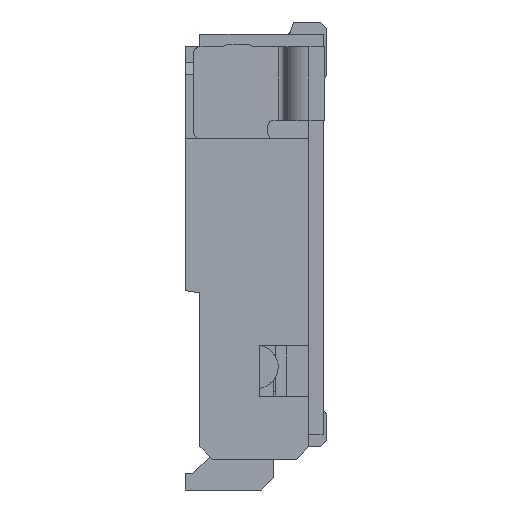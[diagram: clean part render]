
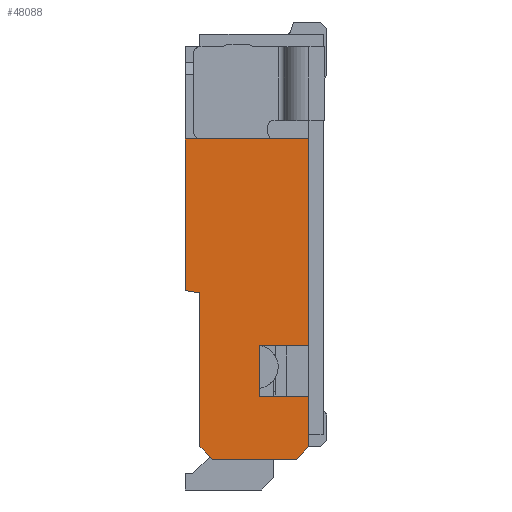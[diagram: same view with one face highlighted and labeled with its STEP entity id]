
A CAD part, left-side view. The second image highlights one B-rep face of the part: STEP entity #48088.
In plain terms, the highlighted planar face has unit normal (-1, 0, 0).
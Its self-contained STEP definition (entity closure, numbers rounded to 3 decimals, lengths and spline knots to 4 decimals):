
#25=DIRECTION('',(0.,-1.,0.));
#26=VECTOR('',#25,0.68);
#27=CARTESIAN_POINT('',(-4.5,0.34,-1.725));
#28=LINE('',#27,#26);
#175=DIRECTION('',(0.,0.,1.));
#176=VECTOR('',#175,1.68);
#177=CARTESIAN_POINT('',(-4.5,-0.44,-0.805));
#178=LINE('',#177,#176);
#199=DIRECTION('',(0.,0.,1.));
#200=VECTOR('',#199,0.41);
#201=CARTESIAN_POINT('',(-4.5,-0.44,-1.625));
#202=LINE('',#201,#200);
#1294=DIRECTION('',(0.,0.,-1.));
#1295=VECTOR('',#1294,0.41);
#1296=CARTESIAN_POINT('',(-4.5,-0.04,-0.805));
#1297=LINE('',#1296,#1295);
#1298=DIRECTION('',(0.,1.,0.));
#1299=VECTOR('',#1298,0.4);
#1300=CARTESIAN_POINT('',(-4.5,-0.44,-1.215));
#1301=LINE('',#1300,#1299);
#1302=DIRECTION('',(0.,-0.707,0.707));
#1303=VECTOR('',#1302,0.1414);
#1304=CARTESIAN_POINT('',(-4.5,-0.34,-1.725));
#1305=LINE('',#1304,#1303);
#1306=DIRECTION('',(0.,-0.707,-0.707));
#1307=VECTOR('',#1306,0.1414);
#1308=CARTESIAN_POINT('',(-4.5,0.44,-1.625));
#1309=LINE('',#1308,#1307);
#1310=DIRECTION('',(0.,0.,1.));
#1311=VECTOR('',#1310,1.25);
#1312=CARTESIAN_POINT('',(-4.5,0.44,-1.625));
#1313=LINE('',#1312,#1311);
#1314=DIRECTION('',(0.,-0.986,-0.164));
#1315=VECTOR('',#1314,0.1217);
#1316=CARTESIAN_POINT('',(-4.5,0.56,-0.355));
#1317=LINE('',#1316,#1315);
#1318=DIRECTION('',(0.,0.,1.));
#1319=VECTOR('',#1318,1.23);
#1320=CARTESIAN_POINT('',(-4.5,0.56,-0.355));
#1321=LINE('',#1320,#1319);
#1322=DIRECTION('',(0.,-1.,0.));
#1323=VECTOR('',#1322,1.);
#1324=CARTESIAN_POINT('',(-4.5,0.56,0.875));
#1325=LINE('',#1324,#1323);
#1326=DIRECTION('',(0.,1.,0.));
#1327=VECTOR('',#1326,0.4);
#1328=CARTESIAN_POINT('',(-4.5,-0.44,-0.805));
#1329=LINE('',#1328,#1327);
#35431=CARTESIAN_POINT('',(-4.5,0.44,-1.625));
#35432=CARTESIAN_POINT('',(-4.5,0.34,-1.725));
#35433=VERTEX_POINT('',#35431);
#35434=VERTEX_POINT('',#35432);
#35435=CARTESIAN_POINT('',(-4.5,0.44,-0.375));
#35436=VERTEX_POINT('',#35435);
#35439=CARTESIAN_POINT('',(-4.5,-0.34,-1.725));
#35440=VERTEX_POINT('',#35439);
#35443=CARTESIAN_POINT('',(-4.5,-0.44,-1.625));
#35444=VERTEX_POINT('',#35443);
#35901=CARTESIAN_POINT('',(-4.5,0.56,-0.355));
#35902=VERTEX_POINT('',#35901);
#35905=CARTESIAN_POINT('',(-4.5,0.56,0.875));
#35906=CARTESIAN_POINT('',(-4.5,-0.44,0.875));
#35907=VERTEX_POINT('',#35905);
#35908=VERTEX_POINT('',#35906);
#36839=CARTESIAN_POINT('',(-4.5,-0.04,-0.805));
#36840=CARTESIAN_POINT('',(-4.5,-0.04,-1.215));
#36841=VERTEX_POINT('',#36839);
#36842=VERTEX_POINT('',#36840);
#36843=CARTESIAN_POINT('',(-4.5,-0.44,-1.215));
#36844=VERTEX_POINT('',#36843);
#36845=CARTESIAN_POINT('',(-4.5,-0.44,-0.805));
#36846=VERTEX_POINT('',#36845);
#48063=CARTESIAN_POINT('',(-4.5,0.56,-1.725));
#48064=DIRECTION('',(-1.,0.,0.));
#48065=DIRECTION('',(0.,-1.,0.));
#48066=AXIS2_PLACEMENT_3D('',#48063,#48064,#48065);
#48067=PLANE('',#48066);
#48068=ORIENTED_EDGE('',*,*,#46971,.T.);
#48070=ORIENTED_EDGE('',*,*,#48069,.F.);
#48071=ORIENTED_EDGE('',*,*,#46888,.F.);
#48073=ORIENTED_EDGE('',*,*,#48072,.F.);
#48074=ORIENTED_EDGE('',*,*,#46702,.F.);
#48075=ORIENTED_EDGE('',*,*,#48043,.F.);
#48076=ORIENTED_EDGE('',*,*,#47642,.T.);
#48078=ORIENTED_EDGE('',*,*,#48077,.F.);
#48080=ORIENTED_EDGE('',*,*,#48079,.T.);
#48082=ORIENTED_EDGE('',*,*,#48081,.T.);
#48083=ORIENTED_EDGE('',*,*,#46872,.F.);
#48085=ORIENTED_EDGE('',*,*,#48084,.T.);
#48086=EDGE_LOOP('',(#48068,#48070,#48071,#48073,#48074,#48075,#48076,#48078,
#48080,#48082,#48083,#48085));
#48087=FACE_OUTER_BOUND('',#48086,.F.);
#48088=ADVANCED_FACE('',(#48087),#48067,.T.);
#46702=EDGE_CURVE('',#35434,#35440,#28,.T.);
#46872=EDGE_CURVE('',#36846,#35908,#178,.T.);
#46888=EDGE_CURVE('',#35444,#36844,#202,.T.);
#46971=EDGE_CURVE('',#36841,#36842,#1297,.T.);
#47642=EDGE_CURVE('',#35433,#35436,#1313,.T.);
#48043=EDGE_CURVE('',#35433,#35434,#1309,.T.);
#48069=EDGE_CURVE('',#36844,#36842,#1301,.T.);
#48072=EDGE_CURVE('',#35440,#35444,#1305,.T.);
#48077=EDGE_CURVE('',#35902,#35436,#1317,.T.);
#48079=EDGE_CURVE('',#35902,#35907,#1321,.T.);
#48081=EDGE_CURVE('',#35907,#35908,#1325,.T.);
#48084=EDGE_CURVE('',#36846,#36841,#1329,.T.);
